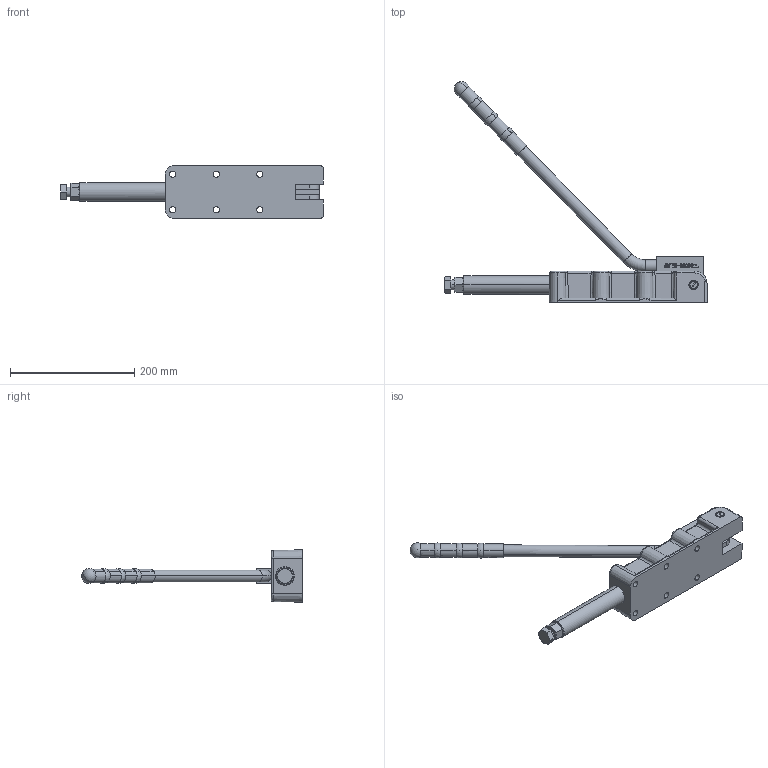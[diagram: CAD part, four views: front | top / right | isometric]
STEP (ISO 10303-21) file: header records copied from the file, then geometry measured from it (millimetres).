
FILE_DESCRIPTION (( 'STEP AP203' ), '1' );
FILE_NAME ('HS-35000HL 装配体.STEP', '2019-07-05T01:52:23', ( '微软用户' ), ( '微软中国' ), 'SwSTEP 2.0', 'SolidWorks 2012', '' );
FILE_SCHEMA (( 'CONFIG_CONTROL_DESIGN' ));
Length unit declared in the file: millimetre
Products named in the file (11): HS-35000HL 蚾饜极; hexagon head bolts-full thread gb_GB_FASTENER_BOLT_STBAB A M16X30-N; hex nuts, style 1-grades ab gb_GB_FASTENER_NUT_SNAB1 M16-N; hex socket set screws with cone point gb_GB_FASTENER_SCREWS_HSCP M10X12-N; slotted cheese head screws with shoulder gb_GB_SLOTTED_TYPE14 M8X6-N; 挴裝; 忒梟裝; 忒梟; 忒參; 蟀裝; 菁釱
Assembly tree (11 placements, depth 2):
  HS-35000HL 蚾饜极
    菁釱
    蟀裝
    忒參
    忒梟
    忒梟裝
    挴裝
    slotted cheese head screws with shoulder gb_GB_SLOTTED_TYPE14 M8X6-N  x2
    hex socket set screws with cone point gb_GB_FASTENER_SCREWS_HSCP M10X12-N
    hex nuts, style 1-grades ab gb_GB_FASTENER_NUT_SNAB1 M16-N
    hexagon head bolts-full thread gb_GB_FASTENER_BOLT_STBAB A M16X30-N
Bounding box: 422 x 354.55 x 84 mm (x, y, z)
Volume: 1019576.2 mm3; surface area: 218591.2 mm2
Topology: 11 solids, 11 shells, 730 faces, 1938 edges, 1245 vertices
Faces by surface type: plane 309, bspline 195, cylinder 147, cone 44, torus 23, sphere 12
Entity records: 31549 total; most frequent: CARTESIAN_POINT 14071, ORIENTED_EDGE 3704, DIRECTION 2845, EDGE_CURVE 1852, VERTEX_POINT 1200, LINE 1003, VECTOR 1003, AXIS2_PLACEMENT_3D 921
